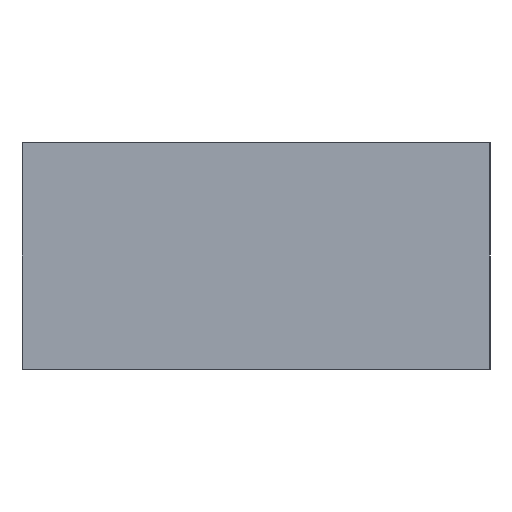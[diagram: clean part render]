
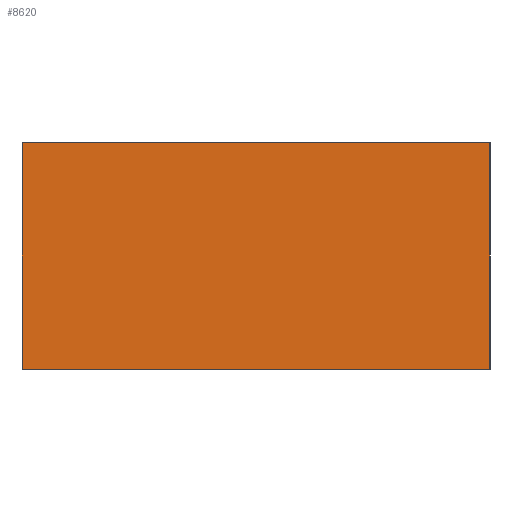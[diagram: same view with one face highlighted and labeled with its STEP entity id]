
A CAD part, left-side view. The second image highlights one B-rep face of the part: STEP entity #8620.
In plain terms, the highlighted free-form (B-spline) face has degree [1, 1] with [2, 2] control points.
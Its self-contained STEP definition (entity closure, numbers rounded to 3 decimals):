
#4220 = CARTESIAN_POINT ('', (-33.5, 62., 0.));
#4230 = VERTEX_POINT ('', #4220);
#4380 = CARTESIAN_POINT ('', (-33.5, 0., 0.));
#4390 = VERTEX_POINT ('', #4380);
#4450 = CARTESIAN_POINT ('', (-33.5, 0., 0.));
#4460 = CARTESIAN_POINT ('', (-33.5, 62., 0.));
#4470 = B_SPLINE_CURVE_WITH_KNOTS ('', 1, (#4450, #4460), .UNSPECIFIED., .F., .U., (2, 2), (0., 1.), .UNSPECIFIED.);
#4480 = EDGE_CURVE ('', #4390, #4230, #4470, .T.);
#4910 = CARTESIAN_POINT ('', (-33.5, 62., 30.));
#4920 = VERTEX_POINT ('', #4910);
#4930 = CARTESIAN_POINT ('', (-33.5, 62., 0.));
#4940 = CARTESIAN_POINT ('', (-33.5, 62., 30.));
#4950 = B_SPLINE_CURVE_WITH_KNOTS ('', 1, (#4930, #4940), .UNSPECIFIED., .F., .U., (2, 2), (0., 1.), .UNSPECIFIED.);
#4960 = EDGE_CURVE ('', #4230, #4920, #4950, .T.);
#8410 = ORIENTED_EDGE ('', *, *, #4480, .F.);
#8420 = CARTESIAN_POINT ('', (-33.5, 0., 30.));
#8430 = VERTEX_POINT ('', #8420);
#8440 = CARTESIAN_POINT ('', (-33.5, 0., 30.));
#8450 = CARTESIAN_POINT ('', (-33.5, 0., 0.));
#8460 = B_SPLINE_CURVE_WITH_KNOTS ('', 1, (#8440, #8450), .UNSPECIFIED., .F., .U., (2, 2), (0., 1.), .UNSPECIFIED.);
#8470 = EDGE_CURVE ('', #8430, #4390, #8460, .T.);
#8480 = ORIENTED_EDGE ('', *, *, #8470, .F.);
#8490 = CARTESIAN_POINT ('', (-33.5, 62., 30.));
#8500 = CARTESIAN_POINT ('', (-33.5, 0., 30.));
#8510 = B_SPLINE_CURVE_WITH_KNOTS ('', 1, (#8490, #8500), .UNSPECIFIED., .F., .U., (2, 2), (0., 1.), .UNSPECIFIED.);
#8520 = EDGE_CURVE ('', #4920, #8430, #8510, .T.);
#8530 = ORIENTED_EDGE ('', *, *, #8520, .F.);
#8540 = ORIENTED_EDGE ('', *, *, #4960, .F.);
#8550 = EDGE_LOOP ('', (#8410, #8480, #8530, #8540));
#8560 = FACE_OUTER_BOUND ('', #8550, .T.);
#8570 = CARTESIAN_POINT ('', (-33.5, 62., 0.));
#8580 = CARTESIAN_POINT ('', (-33.5, 62., 30.));
#8590 = CARTESIAN_POINT ('', (-33.5, 0., 0.));
#8600 = CARTESIAN_POINT ('', (-33.5, 0., 30.));
#8610 = B_SPLINE_SURFACE_WITH_KNOTS ('', 1, 1, ((#8570, #8580), (#8590, #8600)), .UNSPECIFIED., .F., .F., .U., (2, 2), (2, 2), (0., 1.), (0., 1.), .UNSPECIFIED.);
#8620 = ADVANCED_FACE ('', (#8560), #8610, .T.);
